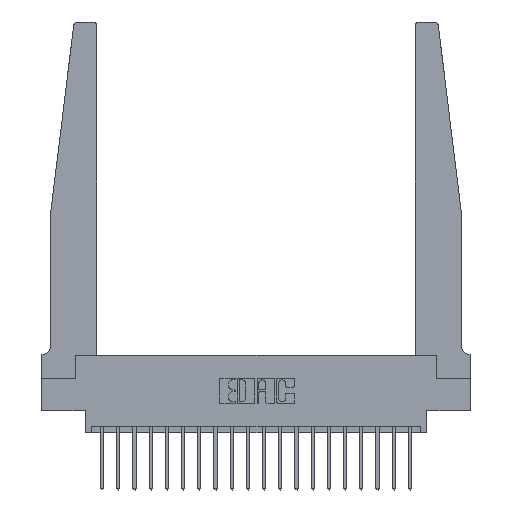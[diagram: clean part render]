
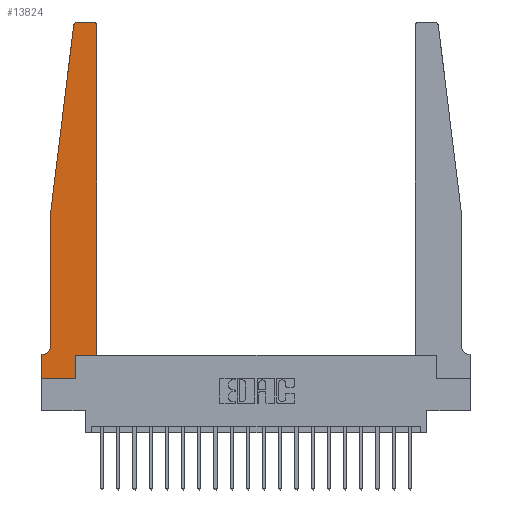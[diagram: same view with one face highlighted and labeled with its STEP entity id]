
A CAD part, top view. The second image highlights one B-rep face of the part: STEP entity #13824.
In plain terms, the highlighted planar face has unit normal (0, 0, 1).
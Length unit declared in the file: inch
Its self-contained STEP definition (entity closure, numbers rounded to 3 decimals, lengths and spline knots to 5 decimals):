
#263 = CARTESIAN_POINT ( 'NONE',  ( 0.425, 2.72, 0.37 ) ) ;
#312 = CARTESIAN_POINT ( 'NONE',  ( 0.065, 1.25, 0.37 ) ) ;
#608 = CARTESIAN_POINT ( 'NONE',  ( 0.065, 1.25, 0.37 ) ) ;
#677 = ORIENTED_EDGE ( 'NONE', *, *, #7469, .T. ) ;
#948 = DIRECTION ( 'NONE',  ( -1., 0., 0. ) ) ;
#1626 = CARTESIAN_POINT ( 'NONE',  ( 0.2605, 0., 0.37 ) ) ;
#1638 = AXIS2_PLACEMENT_3D ( 'NONE', #14385, #6135, #12774 ) ;
#1892 = VECTOR ( 'NONE', #17885, 39.37008 ) ;
#2130 = CARTESIAN_POINT ( 'NONE',  ( 0.2605, 0.18, 0.37 ) ) ;
#2230 = CARTESIAN_POINT ( 'NONE',  ( 0., 0.1875, 0.37 ) ) ;
#2335 = DIRECTION ( 'NONE',  ( 1., 0., 0. ) ) ;
#2546 = LINE ( 'NONE', #9130, #6093 ) ;
#2590 = DIRECTION ( 'NONE',  ( -1., 0., 0. ) ) ;
#2631 = VERTEX_POINT ( 'NONE', #13820 ) ;
#2819 = LINE ( 'NONE', #15843, #1892 ) ;
#3272 = CARTESIAN_POINT ( 'NONE',  ( 0.2605, 0.18, 0.37 ) ) ;
#3362 = VERTEX_POINT ( 'NONE', #1626 ) ;
#3542 = LINE ( 'NONE', #312, #10385 ) ;
#3818 = ORIENTED_EDGE ( 'NONE', *, *, #6525, .T. ) ;
#3825 = ORIENTED_EDGE ( 'NONE', *, *, #17269, .T. ) ;
#3933 = PLANE ( 'NONE',  #11355 ) ;
#4028 = CARTESIAN_POINT ( 'NONE',  ( 0.27653, 2.72, 0.37 ) ) ;
#4033 = EDGE_CURVE ( 'NONE', #12086, #4920, #15443, .T. ) ;
#4559 = CARTESIAN_POINT ( 'NONE',  ( 0., 0., 0.37 ) ) ;
#4562 = EDGE_CURVE ( 'NONE', #2631, #12749, #2819, .T. ) ;
#4813 = AXIS2_PLACEMENT_3D ( 'NONE', #20360, #17447, #2590 ) ;
#4920 = VERTEX_POINT ( 'NONE', #17334 ) ;
#5121 = DIRECTION ( 'NONE',  ( 0., 1., 0. ) ) ;
#5604 = DIRECTION ( 'NONE',  ( 1., 0., 0. ) ) ;
#6093 = VECTOR ( 'NONE', #948, 39.37008 ) ;
#6135 = DIRECTION ( 'NONE',  ( 0., 0., 1. ) ) ;
#6229 = VECTOR ( 'NONE', #7198, 39.37008 ) ;
#6298 = VERTEX_POINT ( 'NONE', #19263 ) ;
#6354 = ORIENTED_EDGE ( 'NONE', *, *, #4562, .T. ) ;
#6525 = EDGE_CURVE ( 'NONE', #10247, #20189, #7120, .T. ) ;
#7120 = LINE ( 'NONE', #16994, #9098 ) ;
#7198 = DIRECTION ( 'NONE',  ( 0., -1., 0. ) ) ;
#7335 = DIRECTION ( 'NONE',  ( 1., 0., 0. ) ) ;
#7469 = EDGE_CURVE ( 'NONE', #4920, #6298, #13137, .T. ) ;
#8574 = LINE ( 'NONE', #14905, #9944 ) ;
#8790 = DIRECTION ( 'NONE',  ( 1., 0., 0. ) ) ;
#8811 = DIRECTION ( 'NONE',  ( 0., 0., 1. ) ) ;
#9098 = VECTOR ( 'NONE', #7335, 39.37008 ) ;
#9130 = CARTESIAN_POINT ( 'NONE',  ( 0.25, 2.75, 0.37 ) ) ;
#9889 = EDGE_CURVE ( 'NONE', #13743, #17148, #11660, .T. ) ;
#9944 = VECTOR ( 'NONE', #5121, 39.37008 ) ;
#10149 = DIRECTION ( 'NONE',  ( -0.122, -0.992, 0. ) ) ;
#10247 = VERTEX_POINT ( 'NONE', #3272 ) ;
#10349 = LINE ( 'NONE', #2130, #10966 ) ;
#10385 = VECTOR ( 'NONE', #10149, 39.37008 ) ;
#10559 = EDGE_CURVE ( 'NONE', #17148, #12086, #3542, .T. ) ;
#10601 = CARTESIAN_POINT ( 'NONE',  ( 0., 0., 0.37 ) ) ;
#10670 = DIRECTION ( 'NONE',  ( 0., 0., 1. ) ) ;
#10950 = AXIS2_PLACEMENT_3D ( 'NONE', #4028, #10670, #8790 ) ;
#10966 = VECTOR ( 'NONE', #20105, 39.37008 ) ;
#11192 = CARTESIAN_POINT ( 'NONE',  ( 0.24675, 2.72367, 0.37 ) ) ;
#11355 = AXIS2_PLACEMENT_3D ( 'NONE', #2230, #8811, #2335 ) ;
#11371 = VERTEX_POINT ( 'NONE', #263 ) ;
#11660 = CIRCLE ( 'NONE', #10950, 0.03 ) ;
#12086 = VERTEX_POINT ( 'NONE', #16083 ) ;
#12749 = VERTEX_POINT ( 'NONE', #4559 ) ;
#12774 = DIRECTION ( 'NONE',  ( 1., 0., 0. ) ) ;
#13137 = CIRCLE ( 'NONE', #4813, 0.05 ) ;
#13424 = EDGE_CURVE ( 'NONE', #12749, #3362, #13860, .T. ) ;
#13489 = EDGE_CURVE ( 'NONE', #11371, #14530, #21342, .T. ) ;
#13743 = VERTEX_POINT ( 'NONE', #20305 ) ;
#13820 = CARTESIAN_POINT ( 'NONE',  ( 0., 0.1875, 0.37 ) ) ;
#13824 = ADVANCED_FACE ( 'NONE', ( #17075 ), #3933, .T. ) ;
#13860 = LINE ( 'NONE', #10601, #15458 ) ;
#14385 = CARTESIAN_POINT ( 'NONE',  ( 0.395, 2.72, 0.37 ) ) ;
#14530 = VERTEX_POINT ( 'NONE', #20873 ) ;
#14815 = EDGE_CURVE ( 'NONE', #3362, #10247, #10349, .T. ) ;
#14905 = CARTESIAN_POINT ( 'NONE',  ( 0.425, 0.18, 0.37 ) ) ;
#14935 = EDGE_CURVE ( 'NONE', #14530, #13743, #2546, .T. ) ;
#15443 = LINE ( 'NONE', #608, #6229 ) ;
#15458 = VECTOR ( 'NONE', #5604, 39.37008 ) ;
#15843 = CARTESIAN_POINT ( 'NONE',  ( 0., 0., 0.37 ) ) ;
#16083 = CARTESIAN_POINT ( 'NONE',  ( 0.065, 1.25, 0.37 ) ) ;
#16302 = ORIENTED_EDGE ( 'NONE', *, *, #13489, .T. ) ;
#16378 = LINE ( 'NONE', #16694, #19313 ) ;
#16521 = EDGE_CURVE ( 'NONE', #20189, #11371, #8574, .T. ) ;
#16694 = CARTESIAN_POINT ( 'NONE',  ( 0.065, 0.1875, 0.37 ) ) ;
#16994 = CARTESIAN_POINT ( 'NONE',  ( 0.425, 0.18, 0.37 ) ) ;
#17075 = FACE_OUTER_BOUND ( 'NONE', #18664, .T. ) ;
#17148 = VERTEX_POINT ( 'NONE', #11192 ) ;
#17269 = EDGE_CURVE ( 'NONE', #6298, #2631, #16378, .T. ) ;
#17334 = CARTESIAN_POINT ( 'NONE',  ( 0.065, 0.2375, 0.37 ) ) ;
#17447 = DIRECTION ( 'NONE',  ( 0., 0., -1. ) ) ;
#17838 = CARTESIAN_POINT ( 'NONE',  ( 0.425, 0.18, 0.37 ) ) ;
#17885 = DIRECTION ( 'NONE',  ( 0., -1., 0. ) ) ;
#18089 = DIRECTION ( 'NONE',  ( -1., 0., 0. ) ) ;
#18149 = ORIENTED_EDGE ( 'NONE', *, *, #16521, .T. ) ;
#18364 = ORIENTED_EDGE ( 'NONE', *, *, #13424, .T. ) ;
#18636 = ORIENTED_EDGE ( 'NONE', *, *, #9889, .T. ) ;
#18664 = EDGE_LOOP ( 'NONE', ( #21005, #18636, #20221, #19716, #677, #3825, #6354, #18364, #20060, #3818, #18149, #16302 ) ) ;
#19263 = CARTESIAN_POINT ( 'NONE',  ( 0.015, 0.1875, 0.37 ) ) ;
#19313 = VECTOR ( 'NONE', #18089, 39.37008 ) ;
#19716 = ORIENTED_EDGE ( 'NONE', *, *, #4033, .T. ) ;
#20060 = ORIENTED_EDGE ( 'NONE', *, *, #14815, .T. ) ;
#20105 = DIRECTION ( 'NONE',  ( 0., 1., 0. ) ) ;
#20189 = VERTEX_POINT ( 'NONE', #17838 ) ;
#20221 = ORIENTED_EDGE ( 'NONE', *, *, #10559, .T. ) ;
#20305 = CARTESIAN_POINT ( 'NONE',  ( 0.27653, 2.75, 0.37 ) ) ;
#20360 = CARTESIAN_POINT ( 'NONE',  ( 0.015, 0.2375, 0.37 ) ) ;
#20873 = CARTESIAN_POINT ( 'NONE',  ( 0.395, 2.75, 0.37 ) ) ;
#21005 = ORIENTED_EDGE ( 'NONE', *, *, #14935, .T. ) ;
#21342 = CIRCLE ( 'NONE', #1638, 0.03 ) ;
